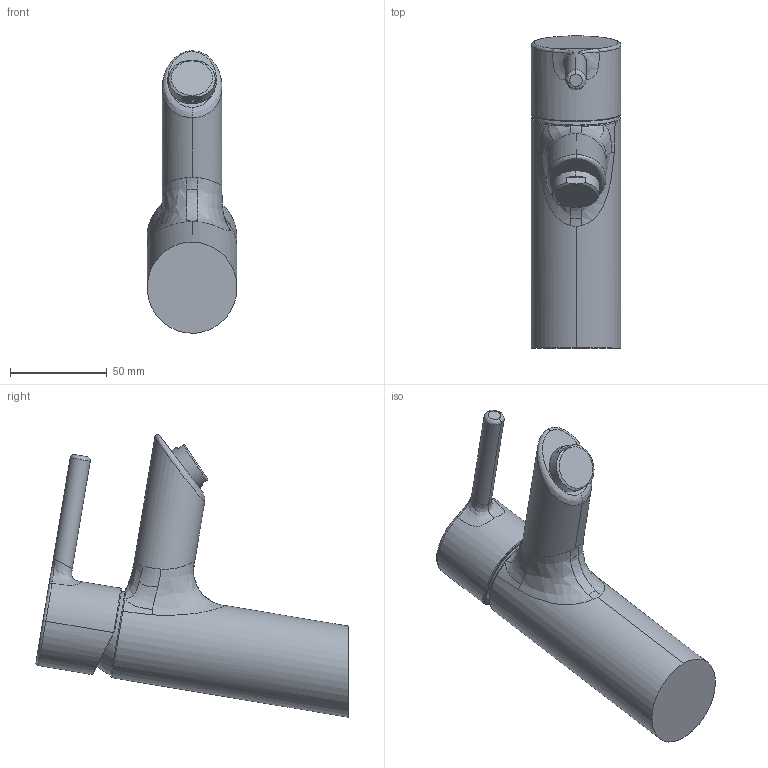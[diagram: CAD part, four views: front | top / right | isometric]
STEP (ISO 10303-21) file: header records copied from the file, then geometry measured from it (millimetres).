
FILE_DESCRIPTION (( 'STEP AP203' ), '1' );
FILE_NAME ('2610AF(2022)+52422267(2022).STEP', '2022-01-21T08:49:59', ( '' ), ( '' ), 'SwSTEP 2.0', 'SolidWorks 2016', '' );
FILE_SCHEMA (( 'CONFIG_CONTROL_DESIGN' ));
Length unit declared in the file: millimetre
Products named in the file (1): 2610AF(2022)+52422267(2022)
Bounding box: 46.54 x 161.6 x 146.19 mm (x, y, z)
Volume: 334415.7 mm3; surface area: 36607.1 mm2
Topology: 1 solids, 1 shells, 71 faces, 179 edges, 113 vertices
Faces by surface type: bspline 45, cylinder 12, plane 12, cone 2
Entity records: 11178 total; most frequent: CARTESIAN_POINT 9820, ORIENTED_EDGE 358, EDGE_CURVE 179, B_SPLINE_CURVE_WITH_KNOTS 129, VERTEX_POINT 113, DIRECTION 113, EDGE_LOOP 74, FACE_OUTER_BOUND 71
